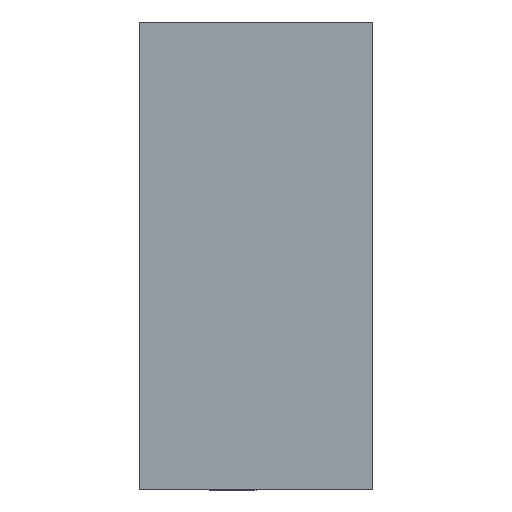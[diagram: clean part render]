
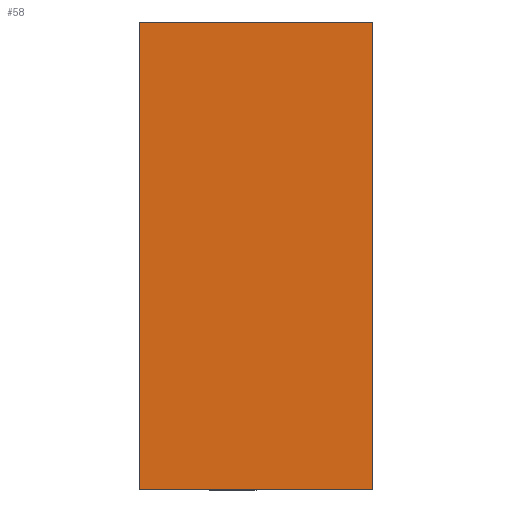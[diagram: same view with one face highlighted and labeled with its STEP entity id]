
A CAD part, top view. The second image highlights one B-rep face of the part: STEP entity #58.
In plain terms, the highlighted planar face has unit normal (0, 0, 1).
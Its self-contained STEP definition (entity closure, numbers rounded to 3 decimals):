
#58=ADVANCED_FACE('',(#121),#122,.T.);
#121=FACE_OUTER_BOUND('',#186,.T.);
#122=PLANE('',#187);
#186=EDGE_LOOP('',(#280,#281,#282,#283));
#187=AXIS2_PLACEMENT_3D('',#284,#285,#286);
#280=ORIENTED_EDGE('',*,*,#432,.T.);
#281=ORIENTED_EDGE('',*,*,#433,.F.);
#282=ORIENTED_EDGE('',*,*,#434,.F.);
#283=ORIENTED_EDGE('',*,*,#429,.T.);
#284=CARTESIAN_POINT('',(0.,5.0,0.9));
#285=DIRECTION('',(0.0,0.0,1.0));
#286=DIRECTION('',(-1.0,0.0,-0.0));
#429=EDGE_CURVE('',#515,#513,#516,.T.);
#432=EDGE_CURVE('',#513,#519,#520,.T.);
#433=EDGE_CURVE('',#521,#519,#522,.T.);
#434=EDGE_CURVE('',#515,#521,#523,.T.);
#513=VERTEX_POINT('',#633);
#515=VERTEX_POINT('',#636);
#516=LINE('',#637,#638);
#519=VERTEX_POINT('',#642);
#520=LINE('',#643,#644);
#521=VERTEX_POINT('',#645);
#522=LINE('',#646,#647);
#523=LINE('',#648,#649);
#633=CARTESIAN_POINT('',(-2.5,-5.0,0.9));
#636=CARTESIAN_POINT('',(-2.5,5.0,0.9));
#637=CARTESIAN_POINT('',(-2.5,5.0,0.9));
#638=VECTOR('',#754,1.0);
#642=CARTESIAN_POINT('',(2.5,-5.0,0.9));
#643=CARTESIAN_POINT('',(-2.5,-5.0,0.9));
#644=VECTOR('',#756,1.0);
#645=CARTESIAN_POINT('',(2.5,5.0,0.9));
#646=CARTESIAN_POINT('',(2.5,5.0,0.9));
#647=VECTOR('',#757,1.0);
#648=CARTESIAN_POINT('',(-2.5,5.0,0.9));
#649=VECTOR('',#758,1.0);
#754=DIRECTION('',(0.0,-1.0,0.0));
#756=DIRECTION('',(1.0,0.0,0.0));
#757=DIRECTION('',(0.0,-1.0,0.0));
#758=DIRECTION('',(1.0,0.0,0.0));
